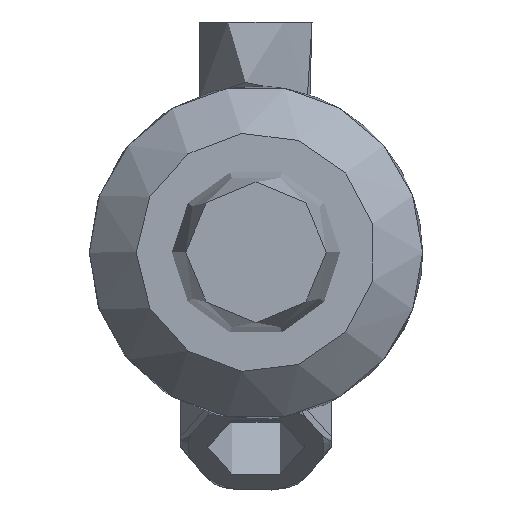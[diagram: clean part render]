
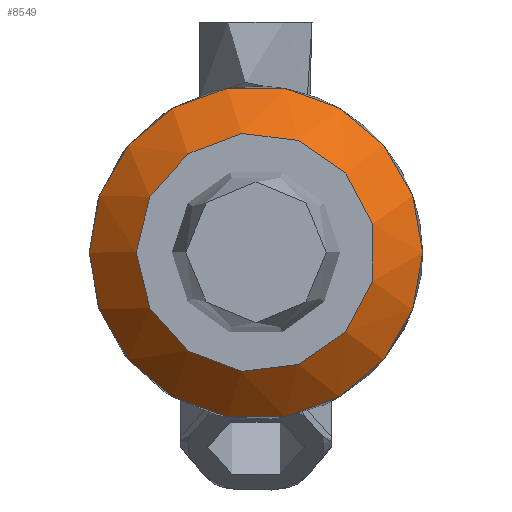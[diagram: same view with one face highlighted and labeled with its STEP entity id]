
A CAD part, top view. The second image highlights one B-rep face of the part: STEP entity #8549.
In plain terms, the highlighted toroidal (fillet/blend) face has major radius 23 mm and minor radius 9 mm.
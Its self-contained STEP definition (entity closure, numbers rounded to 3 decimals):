
#374=TOROIDAL_SURFACE('',#9132,23.,9.);
#2012=FACE_BOUND('',#2894,.T.);
#2336=FACE_OUTER_BOUND('',#2893,.T.);
#2893=EDGE_LOOP('',(#5883));
#2894=EDGE_LOOP('',(#5884));
#3433=CIRCLE('',#9123,32.);
#3436=CIRCLE('',#9128,23.);
#3689=VERTEX_POINT('',#11884);
#3692=VERTEX_POINT('',#11892);
#4519=EDGE_CURVE('',#3689,#3689,#3433,.T.);
#4522=EDGE_CURVE('',#3692,#3692,#3436,.T.);
#5883=ORIENTED_EDGE('',*,*,#4522,.F.);
#5884=ORIENTED_EDGE('',*,*,#4519,.F.);
#8549=ADVANCED_FACE('',(#2336,#2012),#374,.T.);
#9123=AXIS2_PLACEMENT_3D('',#11885,#9876,#9877);
#9128=AXIS2_PLACEMENT_3D('',#11893,#9886,#9887);
#9132=AXIS2_PLACEMENT_3D('',#12015,#9894,#9895);
#9876=DIRECTION('center_axis',(0.,0.,-1.));
#9877=DIRECTION('ref_axis',(-1.,0.,0.));
#9886=DIRECTION('center_axis',(0.,0.,1.));
#9887=DIRECTION('ref_axis',(-1.,0.,0.));
#9894=DIRECTION('center_axis',(0.,0.,-1.));
#9895=DIRECTION('ref_axis',(-1.,0.,0.));
#11884=CARTESIAN_POINT('',(-32.,0.,-18.));
#11885=CARTESIAN_POINT('Origin',(0.,0.,-18.));
#11892=CARTESIAN_POINT('',(-23.,0.,-9.));
#11893=CARTESIAN_POINT('Origin',(0.,0.,-9.));
#12015=CARTESIAN_POINT('Origin',(0.,0.,-18.));
